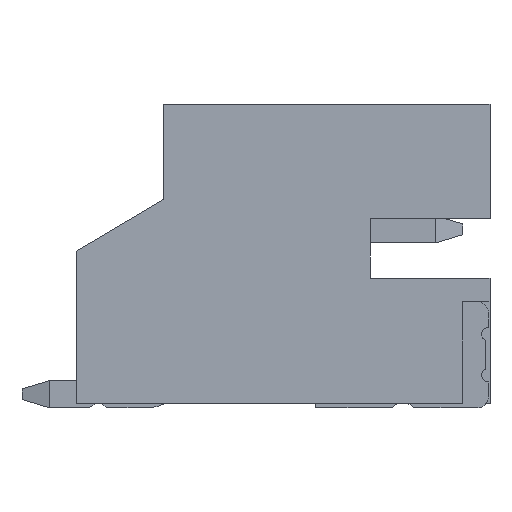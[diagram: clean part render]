
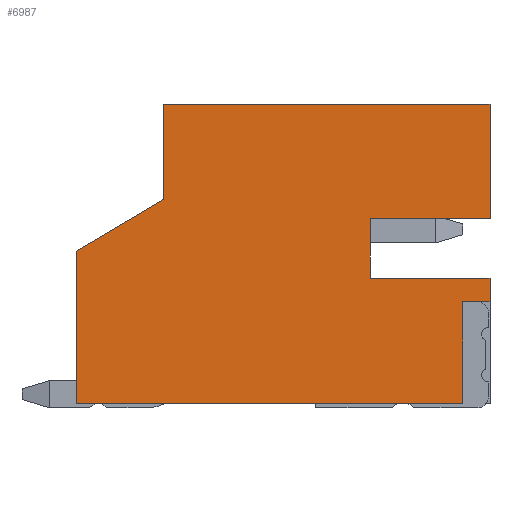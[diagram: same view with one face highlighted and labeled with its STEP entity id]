
A CAD part, left-side view. The second image highlights one B-rep face of the part: STEP entity #6987.
In plain terms, the highlighted face is planar.
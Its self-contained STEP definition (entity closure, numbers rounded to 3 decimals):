
#676=ORIENTED_EDGE('',*,*,#1925,.F.);
#677=ORIENTED_EDGE('',*,*,#1963,.T.);
#678=ORIENTED_EDGE('',*,*,#1996,.F.);
#679=ORIENTED_EDGE('',*,*,#1951,.F.);
#680=ORIENTED_EDGE('',*,*,#1956,.F.);
#681=ORIENTED_EDGE('',*,*,#1958,.F.);
#682=ORIENTED_EDGE('',*,*,#1997,.F.);
#683=ORIENTED_EDGE('',*,*,#1998,.F.);
#684=ORIENTED_EDGE('',*,*,#1999,.F.);
#685=ORIENTED_EDGE('',*,*,#1891,.T.);
#686=ORIENTED_EDGE('',*,*,#1888,.T.);
#687=ORIENTED_EDGE('',*,*,#2000,.F.);
#1888=EDGE_CURVE('',#2569,#2570,#3074,.T.);
#1891=EDGE_CURVE('',#2571,#2569,#3077,.T.);
#1925=EDGE_CURVE('',#2597,#2598,#3111,.T.);
#1951=EDGE_CURVE('',#2619,#2620,#3137,.T.);
#1956=EDGE_CURVE('',#2622,#2619,#3142,.T.);
#1958=EDGE_CURVE('',#2623,#2622,#3144,.T.);
#1963=EDGE_CURVE('',#2597,#2627,#3149,.T.);
#1996=EDGE_CURVE('',#2620,#2627,#3178,.T.);
#1997=EDGE_CURVE('',#2642,#2623,#3179,.T.);
#1998=EDGE_CURVE('',#2643,#2642,#3180,.T.);
#1999=EDGE_CURVE('',#2571,#2643,#3181,.T.);
#2000=EDGE_CURVE('',#2598,#2570,#3182,.T.);
#2569=VERTEX_POINT('',#9452);
#2570=VERTEX_POINT('',#9453);
#2571=VERTEX_POINT('',#9458);
#2597=VERTEX_POINT('',#9527);
#2598=VERTEX_POINT('',#9529);
#2619=VERTEX_POINT('',#9583);
#2620=VERTEX_POINT('',#9585);
#2622=VERTEX_POINT('',#9592);
#2623=VERTEX_POINT('',#9596);
#2627=VERTEX_POINT('',#9606);
#2642=VERTEX_POINT('',#9663);
#2643=VERTEX_POINT('',#9665);
#3074=LINE('',#9451,#3712);
#3077=LINE('',#9457,#3715);
#3111=LINE('',#9528,#3749);
#3137=LINE('',#9584,#3775);
#3142=LINE('',#9593,#3780);
#3144=LINE('',#9597,#3782);
#3149=LINE('',#9607,#3787);
#3178=LINE('',#9661,#3816);
#3179=LINE('',#9662,#3817);
#3180=LINE('',#9664,#3818);
#3181=LINE('',#9666,#3819);
#3182=LINE('',#9667,#3820);
#3712=VECTOR('',#7976,1000.);
#3715=VECTOR('',#7981,1000.);
#3749=VECTOR('',#8035,1000.);
#3775=VECTOR('',#8077,1000.);
#3780=VECTOR('',#8084,1000.);
#3782=VECTOR('',#8088,1000.);
#3787=VECTOR('',#8095,1000.);
#3816=VECTOR('',#8146,1000.);
#3817=VECTOR('',#8147,1000.);
#3818=VECTOR('',#8148,1000.);
#3819=VECTOR('',#8149,1000.);
#3820=VECTOR('',#8150,1000.);
#4243=EDGE_LOOP('',(#676,#677,#678,#679,#680,#681,#682,#683,#684,#685,#686,
#687));
#4525=FACE_BOUND('',#4243,.T.);
#4807=PLANE('',#7301);
#6987=ADVANCED_FACE('',(#4525),#4807,.F.);
#7301=AXIS2_PLACEMENT_3D('',#9660,#8144,#8145);
#7976=DIRECTION('',(0.,1.,0.));
#7981=DIRECTION('',(0.,0.511,-0.86));
#8035=DIRECTION('',(0.,1.,0.));
#8077=DIRECTION('',(0.,0.,1.));
#8084=DIRECTION('',(0.,1.,0.));
#8088=DIRECTION('',(0.,0.,-1.));
#8095=DIRECTION('',(0.,0.,1.));
#8144=DIRECTION('',(-1.,0.,0.));
#8145=DIRECTION('',(0.,0.,1.));
#8146=DIRECTION('',(0.,1.,0.));
#8147=DIRECTION('',(0.,1.,0.));
#8148=DIRECTION('',(0.,0.,1.));
#8149=DIRECTION('',(0.,-1.,0.));
#8150=DIRECTION('',(0.,0.,-1.));
#9451=CARTESIAN_POINT('',(6.,-0.05,-4.6));
#9452=CARTESIAN_POINT('',(6.,-0.05,-4.6));
#9453=CARTESIAN_POINT('',(6.,2.75,-4.6));
#9457=CARTESIAN_POINT('',(6.,-1.,-3.));
#9458=CARTESIAN_POINT('',(6.,-1.,-3.));
#9527=CARTESIAN_POINT('',(6.,0.88,2.5));
#9528=CARTESIAN_POINT('',(6.,0.88,2.5));
#9529=CARTESIAN_POINT('',(6.,2.75,2.5));
#9583=CARTESIAN_POINT('',(6.,0.45,0.8));
#9584=CARTESIAN_POINT('',(6.,0.45,0.8));
#9585=CARTESIAN_POINT('',(6.,0.45,3.));
#9592=CARTESIAN_POINT('',(6.,-0.65,0.8));
#9593=CARTESIAN_POINT('',(6.,-0.65,0.8));
#9596=CARTESIAN_POINT('',(6.,-0.65,3.));
#9597=CARTESIAN_POINT('',(6.,-0.65,3.));
#9606=CARTESIAN_POINT('',(6.,0.88,3.));
#9607=CARTESIAN_POINT('',(6.,0.88,2.5));
#9660=CARTESIAN_POINT('',(6.,0.,0.));
#9661=CARTESIAN_POINT('',(6.,-2.75,3.));
#9662=CARTESIAN_POINT('',(6.,-2.75,3.));
#9663=CARTESIAN_POINT('',(6.,-2.75,3.));
#9664=CARTESIAN_POINT('',(6.,-2.75,-3.));
#9665=CARTESIAN_POINT('',(6.,-2.75,-3.));
#9666=CARTESIAN_POINT('',(6.,2.75,-3.));
#9667=CARTESIAN_POINT('',(6.,2.75,3.));
